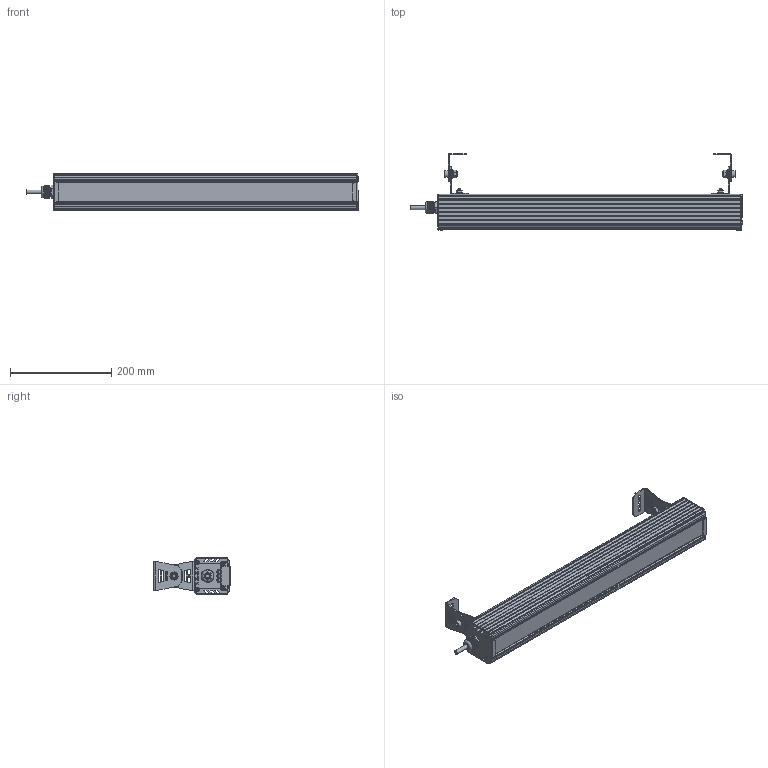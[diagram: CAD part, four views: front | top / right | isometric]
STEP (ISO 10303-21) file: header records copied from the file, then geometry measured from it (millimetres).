
FILE_DESCRIPTION(('STEP AP203'), '1');
FILE_NAME('001.0065.01.300 - ÃÑÏ Ôàâîðèò 30', '2023-09-25T10:20:00', ('Åâãåíèé'), ('ÎÊÁ Ñâîé Ñòèëü'), 'C3D Converter', 'C3D Toolkit', '');
FILE_SCHEMA(('CONFIG_CONTROL_DESIGN'));
Length unit declared in the file: millimetre
Products named in the file (37): 001.0065.01.300; 001.0065.01.000
Assembly tree (160 placements, depth 3):
  001.0065.01.300
    001.0065.01.000  x2
      (unnamed)
      (unnamed)
      (unnamed)
      (unnamed)
      (unnamed)
      (unnamed)
      (unnamed)
      (unnamed)
      (unnamed)
    (unnamed)
    (unnamed)
    (unnamed)
    (unnamed)  x4
    (unnamed)  x4
    (unnamed)
    (unnamed)
    (unnamed)
    (unnamed)
      (unnamed)
    (unnamed)  x8
    (unnamed)  x2
    (unnamed)  x2
    (unnamed)  x2
    (unnamed)  x2
    (unnamed)  x2
    (unnamed)  x24
    (unnamed)  x24
    (unnamed)  x8
    (unnamed)  x2
    (unnamed)  x2
    (unnamed)  x2
    (unnamed)  x2
    (unnamed)  x2
    (unnamed)  x24
    (unnamed)  x24
Bounding box: 657 x 152.18 x 75.06 mm (x, y, z)
Volume: 821134.7 mm3; surface area: 775699.7 mm2
Topology: 168 solids, 168 shells, 2942 faces, 7803 edges, 5231 vertices
Faces by surface type: plane 1883, cylinder 837, cone 166, bspline 29, sphere 16, torus 11
Full cylindrical faces by diameter (mm): 1 x16, 1.522 x16, 3.2 x16, 3.5 x16, 4 x8, 6 x4, 6.375 x2, 8 x12, 8.5 x8, 12 x3, 12.5 x1, 13.333 x2, 16 x5, 18.5 x3, 20 x1, 23.5 x1
Entity records: 98627 total; most frequent: CARTESIAN_POINT 40413, ORIENTED_EDGE 9618, DIRECTION 8942, EDGE_CURVE 4809, VERTEX_POINT 3279, AXIS2_PLACEMENT_3D 3069, LINE 2804, VECTOR 2804
